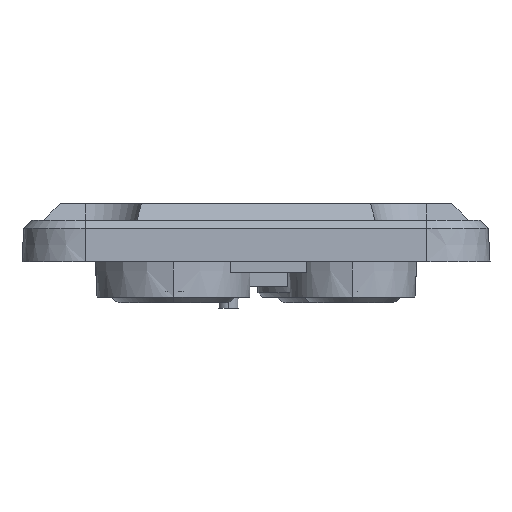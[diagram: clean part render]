
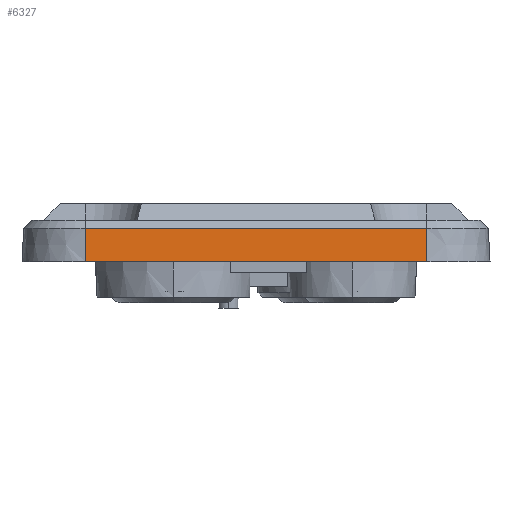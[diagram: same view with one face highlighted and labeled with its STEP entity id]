
A CAD part, left-side view. The second image highlights one B-rep face of the part: STEP entity #6327.
In plain terms, the highlighted planar face has unit normal (-0.999, 0, 0.052).
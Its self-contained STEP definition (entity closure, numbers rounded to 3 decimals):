
#1789 = VERTEX_POINT ( 'NONE', #10403 ) ;
#1818 = CARTESIAN_POINT ( 'NONE',  ( 103.661, 170.038, 0. ) ) ;
#2065 = LINE ( 'NONE', #2422, #5928 ) ;
#2243 = CARTESIAN_POINT ( 'NONE',  ( 103.661, 108.038, 0. ) ) ;
#2326 = VERTEX_POINT ( 'NONE', #5193 ) ;
#2422 = CARTESIAN_POINT ( 'NONE',  ( 103.661, 108.038, 0. ) ) ;
#2615 = CARTESIAN_POINT ( 'NONE',  ( 103.975, 108.038, 6. ) ) ;
#2713 = VECTOR ( 'NONE', #11433, 1000. ) ;
#3688 = EDGE_CURVE ( 'NONE', #2326, #1789, #10261, .T. ) ;
#3811 = DIRECTION ( 'NONE',  ( -0.052, 0., -0.999 ) ) ;
#4429 = CARTESIAN_POINT ( 'NONE',  ( 103.975, 170.038, 6. ) ) ;
#4491 = ORIENTED_EDGE ( 'NONE', *, *, #13485, .T. ) ;
#5192 = CARTESIAN_POINT ( 'NONE',  ( 103.661, 108.038, 0. ) ) ;
#5193 = CARTESIAN_POINT ( 'NONE',  ( 103.975, 170.038, 6. ) ) ;
#5928 = VECTOR ( 'NONE', #3811, 1000. ) ;
#6327 = ADVANCED_FACE ( 'NONE', ( #16863 ), #10877, .T. ) ;
#6550 = DIRECTION ( 'NONE',  ( 0.052, 0., 0.999 ) ) ;
#6839 = LINE ( 'NONE', #4429, #16927 ) ;
#7957 = DIRECTION ( 'NONE',  ( 0., -1., 0. ) ) ;
#8285 = ORIENTED_EDGE ( 'NONE', *, *, #13103, .T. ) ;
#8625 = AXIS2_PLACEMENT_3D ( 'NONE', #12186, #13463, #6550 ) ;
#10261 = LINE ( 'NONE', #1818, #2713 ) ;
#10403 = CARTESIAN_POINT ( 'NONE',  ( 103.661, 170.038, 0. ) ) ;
#10877 = PLANE ( 'NONE',  #8625 ) ;
#11433 = DIRECTION ( 'NONE',  ( -0.052, 0., -0.999 ) ) ;
#12186 = CARTESIAN_POINT ( 'NONE',  ( 103.661, 108.038, 0. ) ) ;
#12416 = LINE ( 'NONE', #5192, #17567 ) ;
#13103 = EDGE_CURVE ( 'NONE', #13551, #2326, #6839, .T. ) ;
#13412 = ORIENTED_EDGE ( 'NONE', *, *, #14685, .F. ) ;
#13463 = DIRECTION ( 'NONE',  ( -0.999, 0., 0.052 ) ) ;
#13485 = EDGE_CURVE ( 'NONE', #1789, #16572, #12416, .T. ) ;
#13551 = VERTEX_POINT ( 'NONE', #2615 ) ;
#14685 = EDGE_CURVE ( 'NONE', #13551, #16572, #2065, .T. ) ;
#15207 = DIRECTION ( 'NONE',  ( 0., 1., 0. ) ) ;
#15937 = EDGE_LOOP ( 'NONE', ( #4491, #13412, #8285, #16751 ) ) ;
#16572 = VERTEX_POINT ( 'NONE', #2243 ) ;
#16751 = ORIENTED_EDGE ( 'NONE', *, *, #3688, .T. ) ;
#16863 = FACE_OUTER_BOUND ( 'NONE', #15937, .T. ) ;
#16927 = VECTOR ( 'NONE', #15207, 1000. ) ;
#17567 = VECTOR ( 'NONE', #7957, 1000. ) ;
